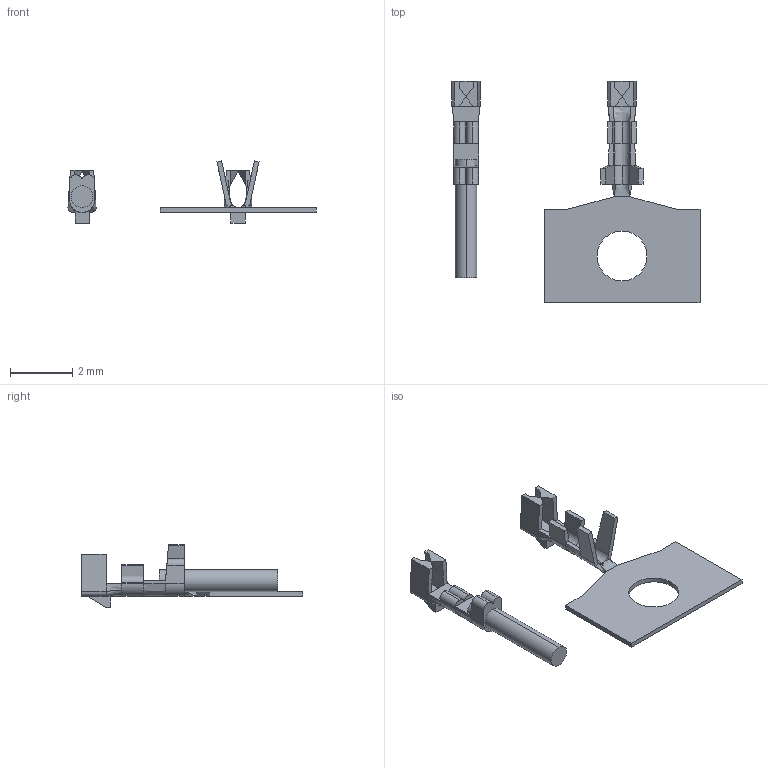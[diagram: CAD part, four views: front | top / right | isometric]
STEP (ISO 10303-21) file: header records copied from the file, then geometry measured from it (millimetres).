
FILE_DESCRIPTION(('STEP AP242'),'1');
FILE_NAME('0500588020.stp','2025-01-24T18:01:03',('TraceParts'),('TraceParts S.A.'),'Spatial InterOp 3D',' ',' ');
FILE_SCHEMA(('AP242_MANAGED_MODEL_BASED_3D_ENGINEERING_MIM_LF {1 0 10303 442 1 1 4}'));
Length unit declared in the file: millimetre
Products named in the file (1): 0500588020_1
Bounding box: 7.95 x 7.1 x 2 mm (x, y, z)
Volume: 6.2 mm3; surface area: 72 mm2
Topology: 2 solids, 2 shells, 142 faces, 358 edges, 217 vertices
Faces by surface type: plane 84, cylinder 30, bspline 28
Entity records: 4629 total; most frequent: CARTESIAN_POINT 1436, ORIENTED_EDGE 716, DIRECTION 591, EDGE_CURVE 358, LINE 237, VECTOR 237, VERTEX_POINT 217, AXIS2_PLACEMENT_3D 177
